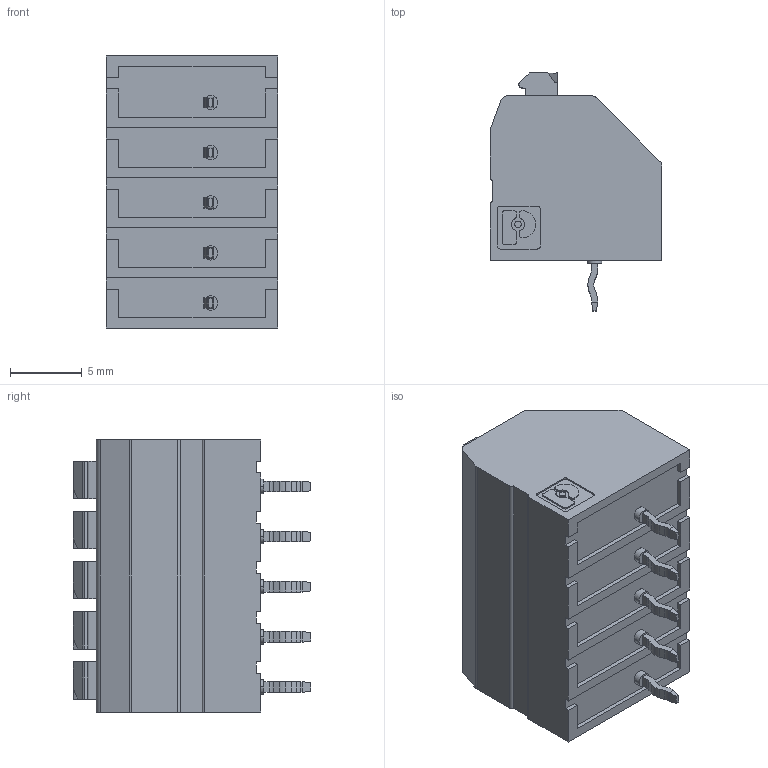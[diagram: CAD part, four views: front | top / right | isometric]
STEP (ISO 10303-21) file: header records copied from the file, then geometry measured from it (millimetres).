
FILE_DESCRIPTION(('STEP AP242'),'1');
FILE_NAME('17635.stp','2019-11-28T21:51:31',('TraceParts'),('TraceParts S.A.'),'Spatial InterOp 3D',' ',' ');
FILE_SCHEMA(('AP242_MANAGED_MODEL_BASED_3D_ENGINEERING_MIM_LF {1 0 10303 442 1 1 4}'));
Length unit declared in the file: millimetre
Products named in the file (1): 17635
Bounding box: 12 x 16.6 x 19 mm (x, y, z)
Volume: 2164 mm3; surface area: 1573.3 mm2
Topology: 1 solids, 1 shells, 518 faces, 1382 edges, 886 vertices
Faces by surface type: plane 314, cylinder 154, cone 50
Entity records: 22044 total; most frequent: CARTESIAN_POINT 4752, ORIENTED_EDGE 2764, DIRECTION 2743, EDGE_CURVE 1382, LINE 959, VECTOR 959, AXIS2_PLACEMENT_3D 892, VERTEX_POINT 886
